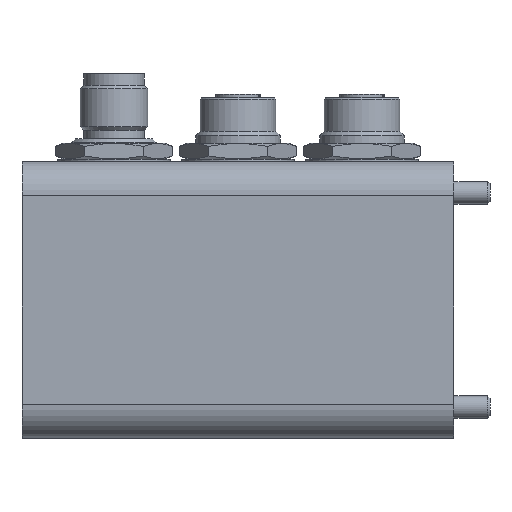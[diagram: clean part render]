
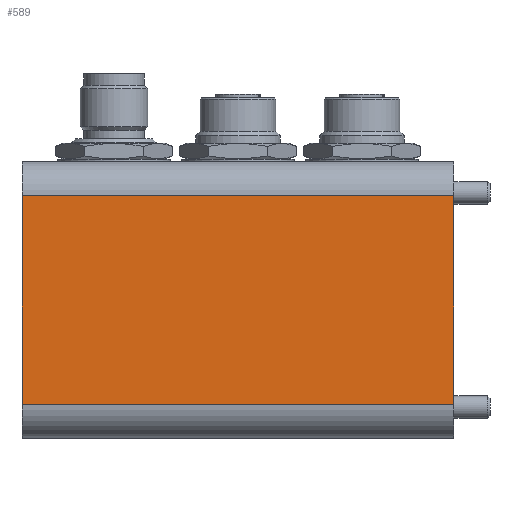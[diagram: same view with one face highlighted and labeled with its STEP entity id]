
A CAD part, front view. The second image highlights one B-rep face of the part: STEP entity #589.
In plain terms, the highlighted planar face has unit normal (0, -1, 0).
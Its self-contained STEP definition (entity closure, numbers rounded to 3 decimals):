
#589 = ADVANCED_FACE( '', ( #1335 ), #1336, .F. );
#1335 = FACE_OUTER_BOUND( '', #2226, .T. );
#1336 = PLANE( '', #2227 );
#2226 = EDGE_LOOP( '', ( #3883, #3884, #3885, #3886 ) );
#2227 = AXIS2_PLACEMENT_3D( '', #3887, #3888, #3889 );
#3883 = ORIENTED_EDGE( '', *, *, #5085, .T. );
#3884 = ORIENTED_EDGE( '', *, *, #5058, .F. );
#3885 = ORIENTED_EDGE( '', *, *, #5415, .F. );
#3886 = ORIENTED_EDGE( '', *, *, #5366, .T. );
#3887 = CARTESIAN_POINT( '', ( 38.3, 0., -6. ) );
#3888 = DIRECTION( '', ( 0., 1., 0. ) );
#3889 = DIRECTION( '', ( 0., 0., 1. ) );
#5058 = EDGE_CURVE( '', #6078, #6073, #6080, .T. );
#5085 = EDGE_CURVE( '', #6127, #6073, #6128, .T. );
#5366 = EDGE_CURVE( '', #6546, #6127, #6547, .T. );
#5415 = EDGE_CURVE( '', #6546, #6078, #6616, .T. );
#6073 = VERTEX_POINT( '', #7550 );
#6078 = VERTEX_POINT( '', #7556 );
#6080 = LINE( '', #7558, #7559 );
#6127 = VERTEX_POINT( '', #7624 );
#6128 = LINE( '', #7625, #7626 );
#6546 = VERTEX_POINT( '', #8314 );
#6547 = LINE( '', #8315, #8316 );
#6616 = LINE( '', #8413, #8414 );
#7550 = CARTESIAN_POINT( '', ( -38.3, 0., -43. ) );
#7556 = CARTESIAN_POINT( '', ( 38.3, 0., -43. ) );
#7558 = CARTESIAN_POINT( '', ( 38.3, 0., -43. ) );
#7559 = VECTOR( '', #9109, 1000. );
#7624 = CARTESIAN_POINT( '', ( -38.3, 0., -6. ) );
#7625 = CARTESIAN_POINT( '', ( -38.3, 0., -6. ) );
#7626 = VECTOR( '', #9149, 1000. );
#8314 = CARTESIAN_POINT( '', ( 38.3, 0., -6. ) );
#8315 = CARTESIAN_POINT( '', ( 38.3, 0., -6. ) );
#8316 = VECTOR( '', #9472, 1000. );
#8413 = CARTESIAN_POINT( '', ( 38.3, 0., -6. ) );
#8414 = VECTOR( '', #9531, 1000. );
#9109 = DIRECTION( '', ( -1., 0., 0. ) );
#9149 = DIRECTION( '', ( 0., 0., -1. ) );
#9472 = DIRECTION( '', ( -1., 0., 0. ) );
#9531 = DIRECTION( '', ( 0., 0., -1. ) );
